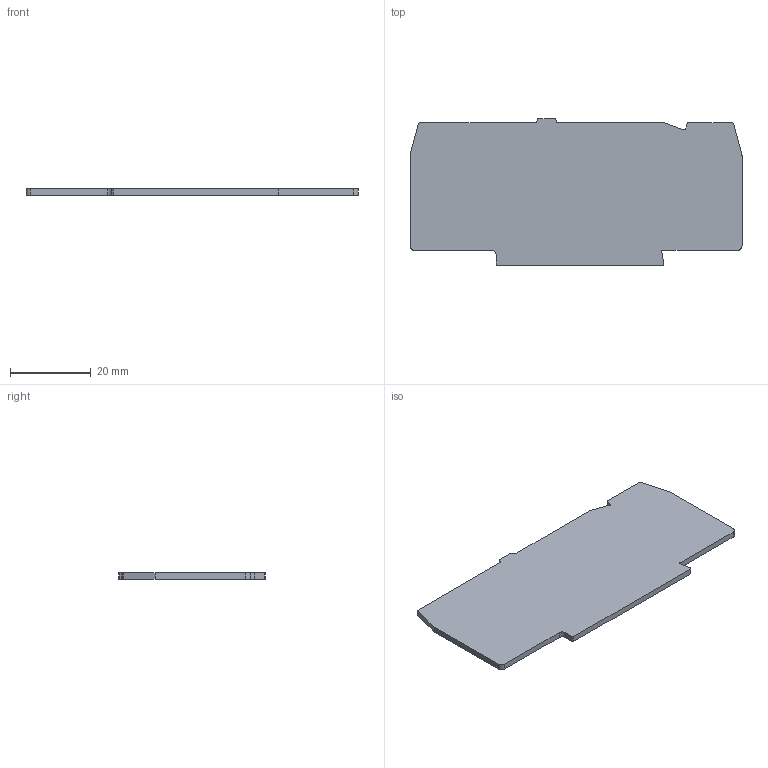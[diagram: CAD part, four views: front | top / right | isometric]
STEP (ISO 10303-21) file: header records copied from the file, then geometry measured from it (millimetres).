
FILE_DESCRIPTION(/* description */ (''),/* implementation_level */ '2;1');
FILE_NAME(/* name */ '3482_FAPT25_3A_iso.stp',/* time_stamp */ '2011-08-02T08:47:00+02:00',/* author */ (''),/* organization */ (''),/* preprocessor_version */ 'ST-DEVELOPER v11',/* originating_system */ 'SIEMENS UGS NX 6.0',/* authorisation */ '');
FILE_SCHEMA (('CONFIG_CONTROL_DESIGN'));
Length unit declared in the file: millimetre
Products named in the file (1): 3482_FAPT25_3A_iso
Bounding box: 82 x 36.2 x 1.5 mm (x, y, z)
Volume: 4075.8 mm3; surface area: 5782.3 mm2
Topology: 1 solids, 1 shells, 36 faces, 102 edges, 68 vertices
Faces by surface type: plane 19, cylinder 17
Entity records: 1266 total; most frequent: DIRECTION 210, CARTESIAN_POINT 207, ORIENTED_EDGE 204, EDGE_CURVE 102, AXIS2_PLACEMENT_3D 71, VERTEX_POINT 68, LINE 68, VECTOR 68
